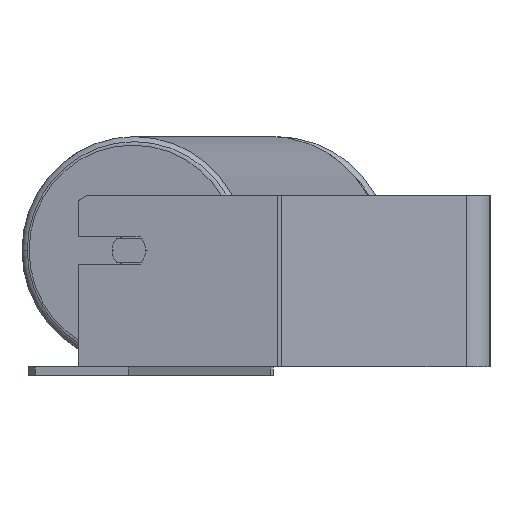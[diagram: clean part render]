
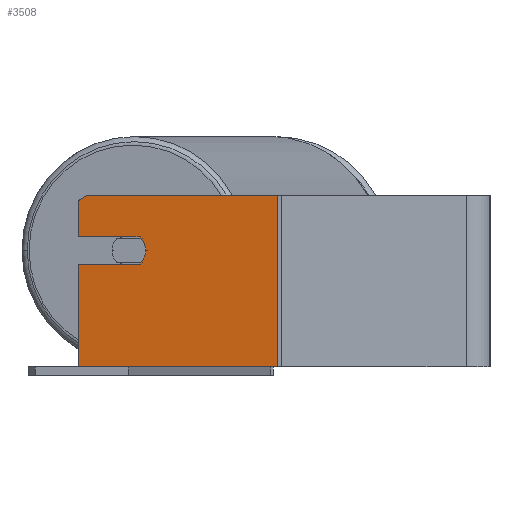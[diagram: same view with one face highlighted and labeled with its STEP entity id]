
A CAD part, left-side view. The second image highlights one B-rep face of the part: STEP entity #3508.
In plain terms, the highlighted planar face has unit normal (-0.985, 0.174, 0).
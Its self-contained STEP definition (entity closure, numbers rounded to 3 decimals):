
#70 = DIRECTION ( 'NONE',  ( 0., 0., -1. ) ) ;
#338 = VERTEX_POINT ( 'NONE', #9031 ) ;
#348 = ORIENTED_EDGE ( 'NONE', *, *, #6006, .F. ) ;
#730 = VECTOR ( 'NONE', #5884, 1000. ) ;
#811 = LINE ( 'NONE', #2994, #730 ) ;
#1293 = CARTESIAN_POINT ( 'NONE',  ( -741.199, 201.029, 18. ) ) ;
#1442 = DIRECTION ( 'NONE',  ( -0.174, -0.985, 0. ) ) ;
#1630 = CARTESIAN_POINT ( 'NONE',  ( -734.253, 240.421, -50. ) ) ;
#1852 = DIRECTION ( 'NONE',  ( -0.174, -0.985, 0. ) ) ;
#2171 = EDGE_CURVE ( 'NONE', #8438, #2722, #9002, .T. ) ;
#2191 = DIRECTION ( 'NONE',  ( -0.174, -0.985, 0. ) ) ;
#2263 = ORIENTED_EDGE ( 'NONE', *, *, #2171, .F. ) ;
#2289 = VERTEX_POINT ( 'NONE', #1293 ) ;
#2374 = EDGE_LOOP ( 'NONE', ( #348, #2941, #9115, #2263, #8334, #4280, #6917, #4117, #6791, #9053 ) ) ;
#2546 = CARTESIAN_POINT ( 'NONE',  ( -739.462, 210.877, 18. ) ) ;
#2569 = VERTEX_POINT ( 'NONE', #1630 ) ;
#2608 = LINE ( 'NONE', #7769, #5615 ) ;
#2610 = DIRECTION ( 'NONE',  ( 0., 0., -1. ) ) ;
#2643 = LINE ( 'NONE', #7710, #6681 ) ;
#2722 = VERTEX_POINT ( 'NONE', #9143 ) ;
#2821 = DIRECTION ( 'NONE',  ( 0.174, 0.985, 0. ) ) ;
#2837 = VERTEX_POINT ( 'NONE', #7163 ) ;
#2941 = ORIENTED_EDGE ( 'NONE', *, *, #9291, .T. ) ;
#2994 = CARTESIAN_POINT ( 'NONE',  ( -734.253, 240.421, 50. ) ) ;
#3151 = CARTESIAN_POINT ( 'NONE',  ( -740.504, 204.968, 26. ) ) ;
#3442 = AXIS2_PLACEMENT_3D ( 'NONE', #6247, #8308, #2821 ) ;
#3445 = DIRECTION ( 'NONE',  ( -0.985, 0.174, 0. ) ) ;
#3478 = DIRECTION ( 'NONE',  ( 0.15, 0.853, -0.5 ) ) ;
#3508 = ADVANCED_FACE ( 'NONE', ( #4684 ), #7560, .F. ) ;
#3647 = CARTESIAN_POINT ( 'NONE',  ( -740.504, 204.968, 10. ) ) ;
#4117 = ORIENTED_EDGE ( 'NONE', *, *, #7206, .T. ) ;
#4133 = CARTESIAN_POINT ( 'NONE',  ( -734.253, 240.421, 47.113 ) ) ;
#4154 = EDGE_CURVE ( 'NONE', #5618, #2722, #811, .T. ) ;
#4181 = LINE ( 'NONE', #7074, #8654 ) ;
#4214 = VERTEX_POINT ( 'NONE', #6741 ) ;
#4280 = ORIENTED_EDGE ( 'NONE', *, *, #6399, .F. ) ;
#4684 = FACE_OUTER_BOUND ( 'NONE', #2374, .T. ) ;
#4702 = AXIS2_PLACEMENT_3D ( 'NONE', #5192, #8624, #1442 ) ;
#4717 = CIRCLE ( 'NONE', #4868, 10. ) ;
#4787 = CARTESIAN_POINT ( 'NONE',  ( -740.504, 204.968, 10. ) ) ;
#4868 = AXIS2_PLACEMENT_3D ( 'NONE', #2546, #3445, #5587 ) ;
#4919 = VERTEX_POINT ( 'NONE', #4980 ) ;
#4980 = CARTESIAN_POINT ( 'NONE',  ( -734.253, 240.421, 10. ) ) ;
#5192 = CARTESIAN_POINT ( 'NONE',  ( -739.462, 210.877, 18. ) ) ;
#5587 = DIRECTION ( 'NONE',  ( -0.174, -0.985, 0. ) ) ;
#5615 = VECTOR ( 'NONE', #8517, 1000. ) ;
#5618 = VERTEX_POINT ( 'NONE', #4133 ) ;
#5698 = CARTESIAN_POINT ( 'NONE',  ( -734.253, 240.421, 50. ) ) ;
#5829 = EDGE_CURVE ( 'NONE', #2289, #8438, #8161, .T. ) ;
#5884 = DIRECTION ( 'NONE',  ( 0., 0., -1. ) ) ;
#5924 = VECTOR ( 'NONE', #2191, 1000. ) ;
#6006 = EDGE_CURVE ( 'NONE', #2837, #338, #2608, .T. ) ;
#6111 = EDGE_CURVE ( 'NONE', #4919, #8424, #6506, .T. ) ;
#6247 = CARTESIAN_POINT ( 'NONE',  ( -734.253, 240.421, 50. ) ) ;
#6256 = CARTESIAN_POINT ( 'NONE',  ( -740.504, 204.968, 26. ) ) ;
#6399 = EDGE_CURVE ( 'NONE', #8424, #2289, #4717, .T. ) ;
#6450 = EDGE_CURVE ( 'NONE', #2569, #4214, #2643, .T. ) ;
#6506 = LINE ( 'NONE', #3647, #5924 ) ;
#6592 = EDGE_CURVE ( 'NONE', #338, #4214, #8115, .T. ) ;
#6681 = VECTOR ( 'NONE', #1852, 1000. ) ;
#6741 = CARTESIAN_POINT ( 'NONE',  ( -754.787, 123.965, -50. ) ) ;
#6791 = ORIENTED_EDGE ( 'NONE', *, *, #6450, .T. ) ;
#6848 = DIRECTION ( 'NONE',  ( 0.174, 0.985, 0. ) ) ;
#6917 = ORIENTED_EDGE ( 'NONE', *, *, #6111, .F. ) ;
#7074 = CARTESIAN_POINT ( 'NONE',  ( -734.253, 240.421, 47.113 ) ) ;
#7130 = VECTOR ( 'NONE', #70, 1000. ) ;
#7163 = CARTESIAN_POINT ( 'NONE',  ( -735.121, 235.497, 50. ) ) ;
#7206 = EDGE_CURVE ( 'NONE', #4919, #2569, #7812, .T. ) ;
#7560 = PLANE ( 'NONE',  #3442 ) ;
#7710 = CARTESIAN_POINT ( 'NONE',  ( -734.253, 240.421, -50. ) ) ;
#7769 = CARTESIAN_POINT ( 'NONE',  ( -734.253, 240.421, 50. ) ) ;
#7812 = LINE ( 'NONE', #5698, #8326 ) ;
#7969 = CARTESIAN_POINT ( 'NONE',  ( -754.787, 123.965, 50. ) ) ;
#8115 = LINE ( 'NONE', #7969, #7130 ) ;
#8161 = CIRCLE ( 'NONE', #4702, 10. ) ;
#8308 = DIRECTION ( 'NONE',  ( 0.985, -0.174, 0. ) ) ;
#8326 = VECTOR ( 'NONE', #2610, 1000. ) ;
#8334 = ORIENTED_EDGE ( 'NONE', *, *, #5829, .F. ) ;
#8424 = VERTEX_POINT ( 'NONE', #4787 ) ;
#8438 = VERTEX_POINT ( 'NONE', #6256 ) ;
#8517 = DIRECTION ( 'NONE',  ( -0.174, -0.985, 0. ) ) ;
#8584 = VECTOR ( 'NONE', #6848, 1000. ) ;
#8624 = DIRECTION ( 'NONE',  ( -0.985, 0.174, 0. ) ) ;
#8654 = VECTOR ( 'NONE', #3478, 1000. ) ;
#9002 = LINE ( 'NONE', #3151, #8584 ) ;
#9031 = CARTESIAN_POINT ( 'NONE',  ( -754.787, 123.965, 50. ) ) ;
#9053 = ORIENTED_EDGE ( 'NONE', *, *, #6592, .F. ) ;
#9115 = ORIENTED_EDGE ( 'NONE', *, *, #4154, .T. ) ;
#9143 = CARTESIAN_POINT ( 'NONE',  ( -734.253, 240.421, 26. ) ) ;
#9291 = EDGE_CURVE ( 'NONE', #2837, #5618, #4181, .T. ) ;
